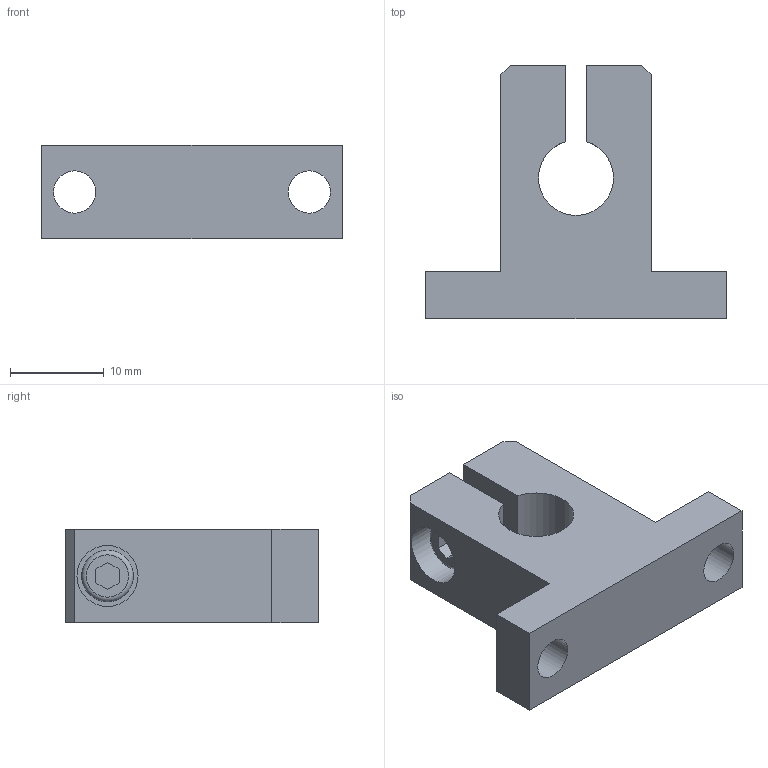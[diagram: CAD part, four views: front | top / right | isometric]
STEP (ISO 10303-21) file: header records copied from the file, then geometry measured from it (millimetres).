
FILE_DESCRIPTION(/* description */ ('Wellenbock'),/* implementation_level */ '2;1');
FILE_NAME(/* name */ '161752-0.step',/* time_stamp */ '2021-08-16T09:17:30+02:00',/* author */ ('Praktikum'),/* organization */ (''),/* preprocessor_version */ 'ST-DEVELOPER v18.1',/* originating_system */ 'Autodesk Inventor 2021',/* authorisation */ '');
FILE_SCHEMA (('AUTOMOTIVE_DESIGN { 1 0 10303 214 3 1 1 }'));
Length unit declared in the file: millimetre
Products named in the file (1): leer
Bounding box: 32 x 27 x 10 mm (x, y, z)
Volume: 4094.3 mm3; surface area: 2745.9 mm2
Topology: 1 solids, 1 shells, 33 faces, 80 edges, 53 vertices
Faces by surface type: plane 25, cylinder 7, torus 1
Full cylindrical faces by diameter (mm): 3.242 x1, 3.4 x1, 4.5 x2, 5.5 x1, 6.5 x1
Entity records: 1015 total; most frequent: CARTESIAN_POINT 167, DIRECTION 164, ORIENTED_EDGE 160, EDGE_CURVE 80, LINE 64, VECTOR 64, VERTEX_POINT 53, AXIS2_PLACEMENT_3D 50
